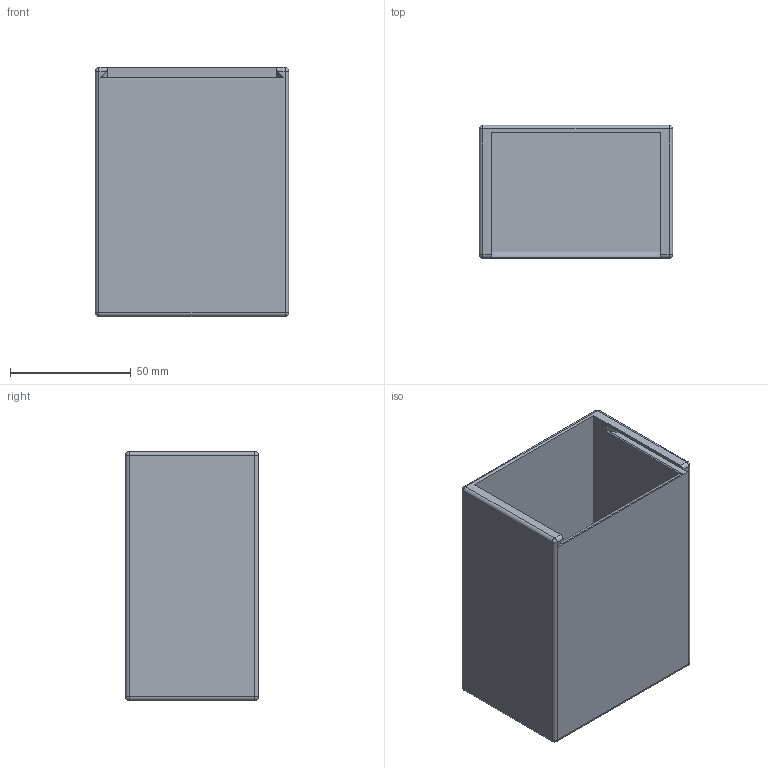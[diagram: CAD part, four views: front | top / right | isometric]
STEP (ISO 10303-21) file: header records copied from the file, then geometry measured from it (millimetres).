
FILE_DESCRIPTION(/* description */ (''),/* implementation_level */ '2;1');
FILE_NAME(/* name */ 'Box.step',/* time_stamp */ '2023-09-06T13:39:17-04:00',/* author */ (''),/* organization */ (''),/* preprocessor_version */ 'ST-DEVELOPER v20',/* originating_system */ 'Autodesk Translation Framework v12.9.0.99',/* authorisation */ '');
FILE_SCHEMA (('AUTOMOTIVE_DESIGN { 1 0 10303 214 3 1 1 }'));
Length unit declared in the file: millimetre
Products named in the file (1): Box
Bounding box: 80 x 55 x 103 mm (x, y, z)
Volume: 108474.4 mm3; surface area: 59558.4 mm2
Topology: 1 solids, 3 shells, 52 faces, 114 edges, 67 vertices
Faces by surface type: plane 28, cylinder 16, sphere 8
Entity records: 1439 total; most frequent: CARTESIAN_POINT 252, DIRECTION 250, ORIENTED_EDGE 228, EDGE_CURVE 114, AXIS2_PLACEMENT_3D 85, LINE 80, VECTOR 80, VERTEX_POINT 67
